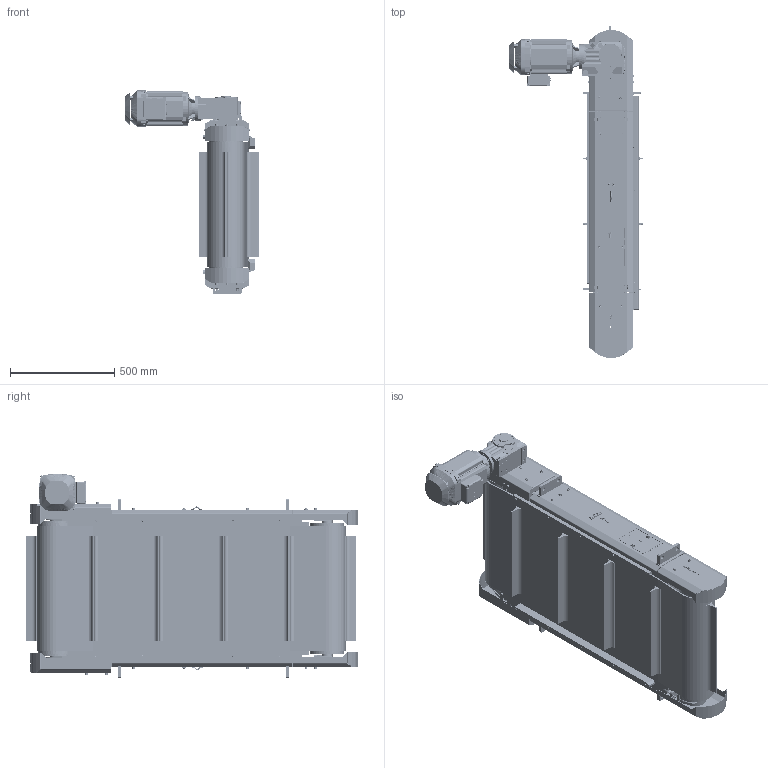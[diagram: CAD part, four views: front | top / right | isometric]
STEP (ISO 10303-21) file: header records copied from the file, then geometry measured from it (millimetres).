
FILE_DESCRIPTION(/* description */ (''),/* implementation_level */ '2;1');
FILE_NAME(/* name */ 'RONC080331.stp',/* time_stamp */ '2023-09-01T11:23:53+02:00',/* author */ ('PH'),/* organization */ (''),/* preprocessor_version */ 'ST-DEVELOPER v18.1',/* originating_system */ 'Autodesk Inventor 2021',/* authorisation */ '');
FILE_SCHEMA (('AUTOMOTIVE_DESIGN { 1 0 10303 214 3 1 1 }'));
Products named in the file (1): RONC080331
Bounding box: 645.1 x 1592.21 x 977.88 mm (x, y, z)
Volume: 62337875.7 mm3; surface area: 13520194.4 mm2
Topology: 26 solids, 26 shells, 8178 faces, 21641 edges, 13904 vertices
Faces by surface type: plane 4916, cylinder 1607, bspline 851, cone 654, torus 118, sphere 32
Full cylindrical faces by diameter (mm): 3.15 x2, 3.2 x8, 4 x4, 4.917 x2, 5.459 x8, 6 x76, 6.4 x4, 6.5 x9, 6.6 x14, 6.647 x9, 6.917 x4, 7 x24, 7.318 x4, 7.323 x11, 8 x63, 8.376 x1, 8.4 x22, 8.5 x2, 8.566 x4, 8.7 x8, 9 x7, 9.188 x6, 9.59 x6, 9.6 x2, 9.9 x10, 10 x27, 10.5 x5, 11 x17, 11.4 x11, 12 x14
Entity records: 277019 total; most frequent: CARTESIAN_POINT 71870, ORIENTED_EDGE 43090, DIRECTION 37820, EDGE_CURVE 21545, VERTEX_POINT 13912, LINE 13278, VECTOR 13278, AXIS2_PLACEMENT_3D 12271
